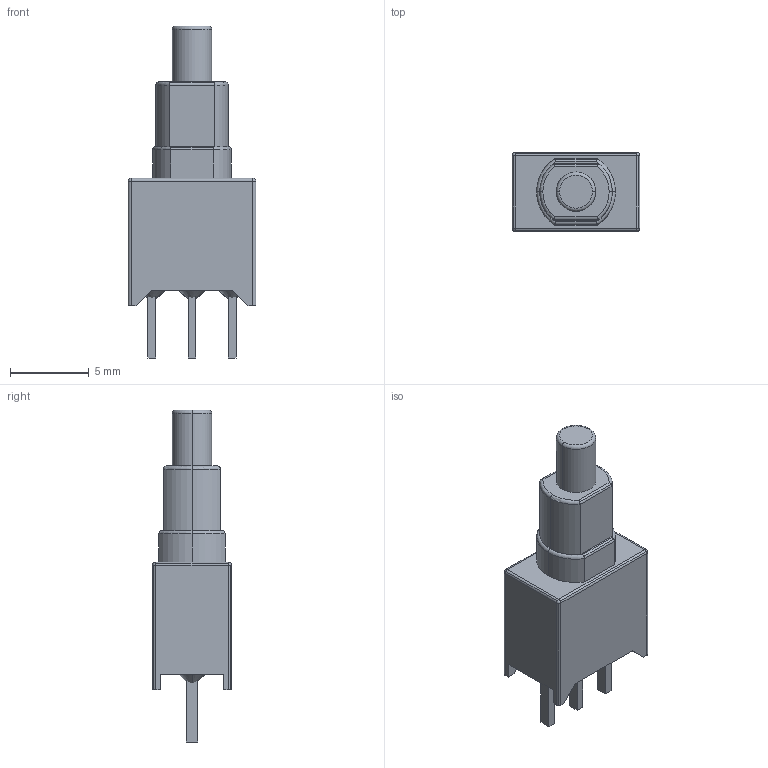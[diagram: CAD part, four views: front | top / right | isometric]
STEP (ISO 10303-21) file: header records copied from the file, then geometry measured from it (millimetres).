
FILE_DESCRIPTION((''),'2;1');
FILE_NAME('PB_APEM_TP32P0080.stp','2010-01-07T09:08:48',(''),(''),'Mechanical Desktop 2006','Mechanical Desktop 2006',', , ');
FILE_SCHEMA(('AUTOMOTIVE_DESIGN { 1 2 10303 214 0 1 1 1 }'));
Length unit declared in the file: millimetre
Products named in the file (1): Product
Bounding box: 8.1 x 5 x 21.05 mm (x, y, z)
Volume: 408.9 mm3; surface area: 571.5 mm2
Topology: 11 solids, 11 shells, 113 faces, 260 edges, 159 vertices
Faces by surface type: plane 59, cylinder 34, torus 10, cone 6, sphere 4
Entity records: 3239 total; most frequent: CARTESIAN_POINT 651, DIRECTION 536, ORIENTED_EDGE 500, EDGE_CURVE 250, AXIS2_PLACEMENT_3D 188, VECTOR 160, LINE 160, VERTEX_POINT 159
